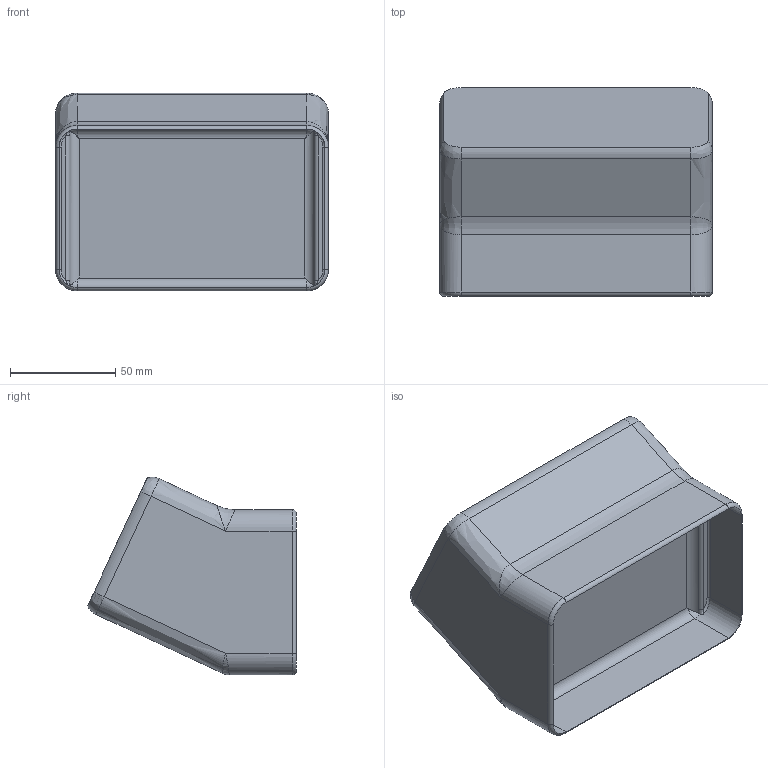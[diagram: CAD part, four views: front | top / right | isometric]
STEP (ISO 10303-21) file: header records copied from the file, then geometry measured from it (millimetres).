
FILE_DESCRIPTION(/* description */ (''),/* implementation_level */ '2;1');
FILE_NAME(/* name */ 'trmnl-mini_case.step',/* time_stamp */ '2025-11-06T16:59:58+01:00',/* author */ (''),/* organization */ (''),/* preprocessor_version */ 'ST-DEVELOPER v20.1',/* originating_system */ 'Autodesk Translation Framework v14.17.0.0',/* authorisation */ '');
FILE_SCHEMA (('AUTOMOTIVE_DESIGN { 1 0 10303 214 3 1 1 }'));
Length unit declared in the file: millimetre
Products named in the file (2): 2025-10-30-22-22-38-432; 2025-11-03-19-59-55-101
Assembly tree (1 placements, depth 2):
  2025-10-30-22-22-38-432
    2025-11-03-19-59-55-101
Bounding box: 129.4 x 99.04 x 93.82 mm (x, y, z)
Volume: 602450.1 mm3; surface area: 62864 mm2
Topology: 1 solids, 1 shells, 68 faces, 154 edges, 84 vertices
Faces by surface type: cylinder 26, bspline 20, plane 14, torus 8
Entity records: 2729 total; most frequent: CARTESIAN_POINT 1291, ORIENTED_EDGE 300, DIRECTION 272, EDGE_CURVE 150, AXIS2_PLACEMENT_3D 107, VERTEX_POINT 84, FACE_OUTER_BOUND 68, EDGE_LOOP 68
